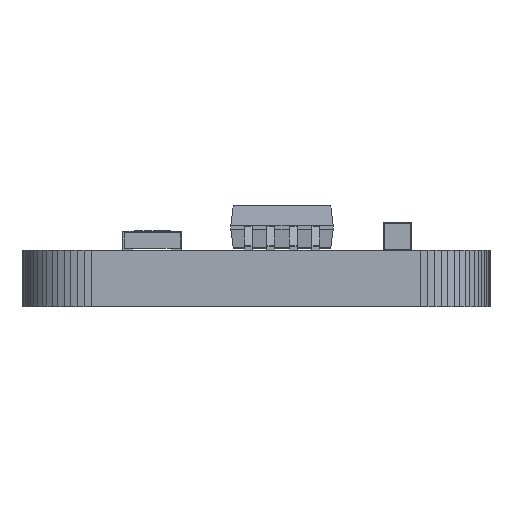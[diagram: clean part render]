
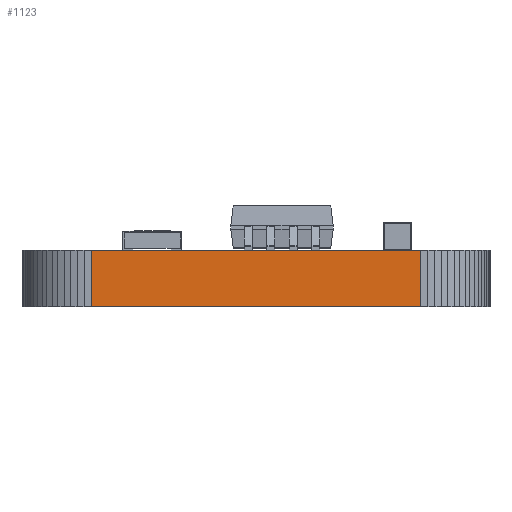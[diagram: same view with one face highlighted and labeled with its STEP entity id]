
A CAD part, left-side view. The second image highlights one B-rep face of the part: STEP entity #1123.
In plain terms, the highlighted planar face has unit normal (-1, 0, 0).
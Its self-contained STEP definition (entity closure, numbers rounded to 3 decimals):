
#1067 = VERTEX_POINT('',#1068);
#1068 = CARTESIAN_POINT('',(0.,-4.5,0.82));
#1074 = EDGE_CURVE('',#1075,#1067,#1077,.T.);
#1075 = VERTEX_POINT('',#1076);
#1076 = CARTESIAN_POINT('',(0.,-4.5,-0.82));
#1077 = LINE('',#1078,#1079);
#1078 = CARTESIAN_POINT('',(0.,-4.5,-0.82));
#1079 = VECTOR('',#1080,1.);
#1080 = DIRECTION('',(0.,0.,1.));
#1123 = ADVANCED_FACE('',(#1124),#1149,.F.);
#1124 = FACE_BOUND('',#1125,.F.);
#1125 = EDGE_LOOP('',(#1126,#1127,#1135,#1143));
#1126 = ORIENTED_EDGE('',*,*,#1074,.T.);
#1127 = ORIENTED_EDGE('',*,*,#1128,.T.);
#1128 = EDGE_CURVE('',#1067,#1129,#1131,.T.);
#1129 = VERTEX_POINT('',#1130);
#1130 = CARTESIAN_POINT('',(0.,-14.,0.82));
#1131 = LINE('',#1132,#1133);
#1132 = CARTESIAN_POINT('',(0.,-4.5,0.82));
#1133 = VECTOR('',#1134,1.);
#1134 = DIRECTION('',(0.,-1.,0.));
#1135 = ORIENTED_EDGE('',*,*,#1136,.F.);
#1136 = EDGE_CURVE('',#1137,#1129,#1139,.T.);
#1137 = VERTEX_POINT('',#1138);
#1138 = CARTESIAN_POINT('',(0.,-14.,-0.82));
#1139 = LINE('',#1140,#1141);
#1140 = CARTESIAN_POINT('',(0.,-14.,-0.82));
#1141 = VECTOR('',#1142,1.);
#1142 = DIRECTION('',(0.,0.,1.));
#1143 = ORIENTED_EDGE('',*,*,#1144,.F.);
#1144 = EDGE_CURVE('',#1075,#1137,#1145,.T.);
#1145 = LINE('',#1146,#1147);
#1146 = CARTESIAN_POINT('',(0.,-4.5,-0.82));
#1147 = VECTOR('',#1148,1.);
#1148 = DIRECTION('',(0.,-1.,0.));
#1149 = PLANE('',#1150);
#1150 = AXIS2_PLACEMENT_3D('',#1151,#1152,#1153);
#1151 = CARTESIAN_POINT('',(0.,-4.5,-0.82));
#1152 = DIRECTION('',(1.,0.,0.));
#1153 = DIRECTION('',(0.,-1.,0.));
